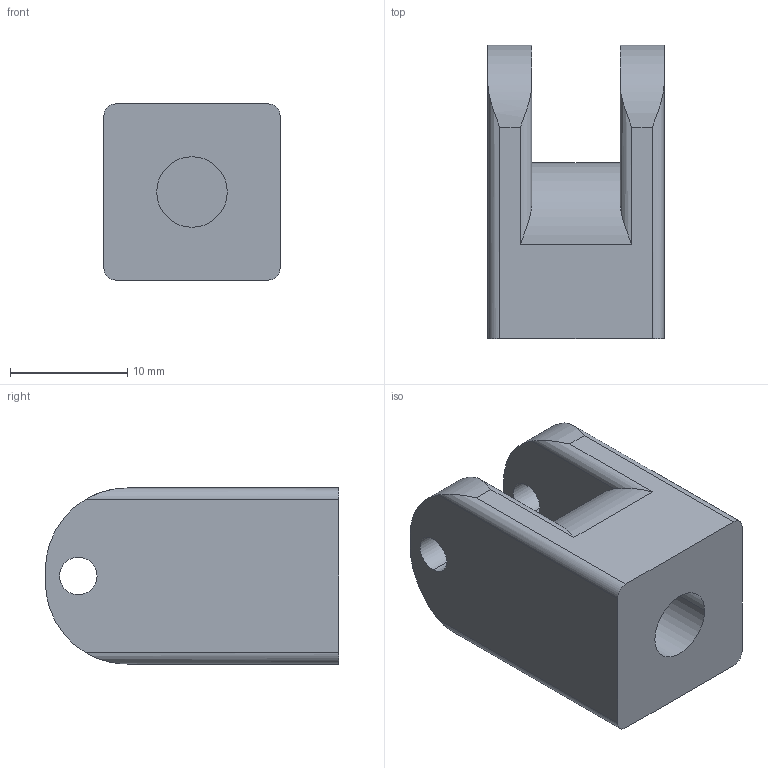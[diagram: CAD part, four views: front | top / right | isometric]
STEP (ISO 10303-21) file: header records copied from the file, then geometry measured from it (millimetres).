
FILE_DESCRIPTION((''),'2;1');
FILE_NAME('FORK_V4','2025-04-10T19:48:43',('quimg'),(''),'CREO PARAMETRIC BY PTC INC, 2024063','CREO PARAMETRIC BY PTC INC, 2024063','');
FILE_SCHEMA(('CONFIG_CONTROL_DESIGN'));
Length unit declared in the file: millimetre
Products named in the file (1): FORK_V4
Bounding box: 15 x 25 x 15 mm (x, y, z)
Volume: 3816.1 mm3; surface area: 2147.1 mm2
Topology: 1 solids, 1 shells, 31 faces, 84 edges, 56 vertices
Faces by surface type: cylinder 20, plane 11
Entity records: 1126 total; most frequent: CARTESIAN_POINT 289, ORIENTED_EDGE 168, DIRECTION 162, EDGE_CURVE 84, AXIS2_PLACEMENT_3D 59, VERTEX_POINT 56, VECTOR 44, LINE 44
